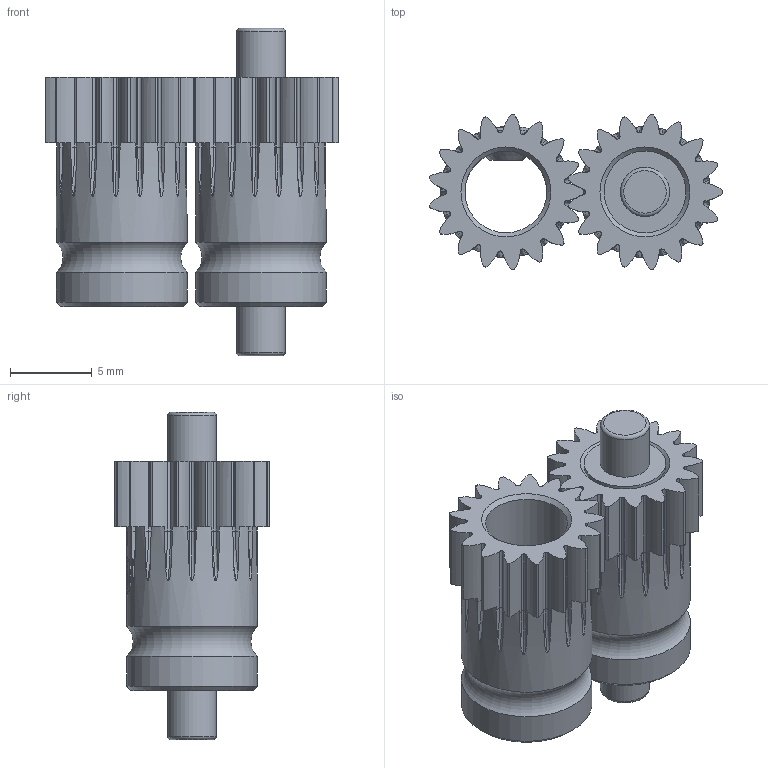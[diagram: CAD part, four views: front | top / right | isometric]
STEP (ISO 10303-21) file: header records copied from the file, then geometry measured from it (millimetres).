
FILE_DESCRIPTION(/* description */ (''),/* implementation_level */ '2;1');
FILE_NAME(/* name */ 'Drivegear 1.75-5.0 v1.step',/* time_stamp */ '2020-09-29T22:36:03-07:00',/* author */ (''),/* organization */ (''),/* preprocessor_version */ 'ST-DEVELOPER v18.1',/* originating_system */ 'Autodesk Translation Framework v9.3.0.1241',/* authorisation */ '');
FILE_SCHEMA (('AUTOMOTIVE_DESIGN { 1 0 10303 214 3 1 1 }'));
Length unit declared in the file: millimetre
Products named in the file (6): Drivegear 1.75-5.0; Primary gear 1.75-5.0; Secondary gear 1.75-5.0_without_setscrew; stift 3x20; needlebearing; P6SS_Setscrew_ISO 4026 - M3 x 2-N
Assembly tree (6 placements, depth 2):
  Drivegear 1.75-5.0
    Primary gear 1.75-5.0
    Secondary gear 1.75-5.0_without_setscrew
    stift 3x20
    needlebearing  x2
    P6SS_Setscrew_ISO 4026 - M3 x 2-N
Bounding box: 17.93 x 9.47 x 20 mm (x, y, z)
Volume: 1182.1 mm3; surface area: 2132.9 mm2
Topology: 6 solids, 6 shells, 396 faces, 1040 edges, 656 vertices
Faces by surface type: cylinder 188, torus 140, plane 57, cone 8, bspline 3
Full cylindrical faces by diameter (mm): 2.5 x1, 3 x4, 5 x4, 8 x4
Entity records: 15896 total; most frequent: CARTESIAN_POINT 5769, DIRECTION 2285, ORIENTED_EDGE 2068, EDGE_CURVE 1034, AXIS2_PLACEMENT_3D 1001, VERTEX_POINT 652, CIRCLE 599, EDGE_LOOP 400
